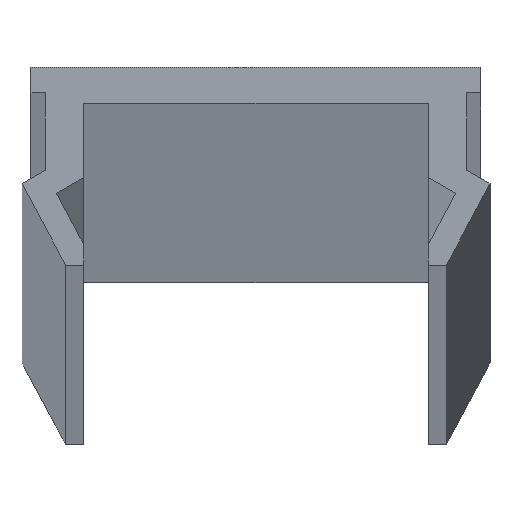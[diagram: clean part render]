
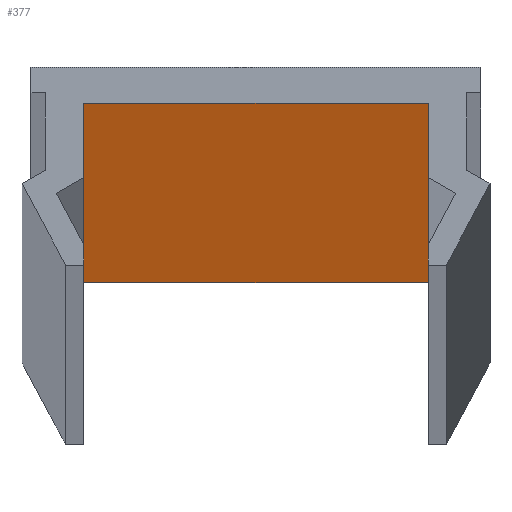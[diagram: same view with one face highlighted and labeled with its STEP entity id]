
A CAD part, top view. The second image highlights one B-rep face of the part: STEP entity #377.
In plain terms, the highlighted planar face has unit normal (0, -1, 0).
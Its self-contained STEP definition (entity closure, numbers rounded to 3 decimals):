
#28 = LINE ( 'NONE', #734, #324 ) ;
#123 = DIRECTION ( 'NONE',  ( 0., 1., 0. ) ) ;
#129 = EDGE_CURVE ( 'NONE', #606, #520, #593, .T. ) ;
#137 = VECTOR ( 'NONE', #196, 1000. ) ;
#144 = CARTESIAN_POINT ( 'NONE',  ( 3.35, -0.7, 0. ) ) ;
#186 = EDGE_CURVE ( 'NONE', #629, #749, #829, .T. ) ;
#189 = VECTOR ( 'NONE', #285, 1000. ) ;
#196 = DIRECTION ( 'NONE',  ( 0., 0., -1. ) ) ;
#212 = EDGE_CURVE ( 'NONE', #749, #520, #747, .T. ) ;
#250 = EDGE_CURVE ( 'NONE', #629, #606, #28, .T. ) ;
#261 = CARTESIAN_POINT ( 'NONE',  ( -3.35, -0.7, 1000. ) ) ;
#285 = DIRECTION ( 'NONE',  ( 0., 0., -1. ) ) ;
#324 = VECTOR ( 'NONE', #422, 1000. ) ;
#325 = ORIENTED_EDGE ( 'NONE', *, *, #250, .F. ) ;
#327 = FACE_OUTER_BOUND ( 'NONE', #785, .T. ) ;
#377 = ADVANCED_FACE ( 'NONE', ( #327 ), #436, .F. ) ;
#395 = CARTESIAN_POINT ( 'NONE',  ( 3.35, -0.7, 2000. ) ) ;
#405 = ORIENTED_EDGE ( 'NONE', *, *, #212, .T. ) ;
#422 = DIRECTION ( 'NONE',  ( 1., 0., 0. ) ) ;
#436 = PLANE ( 'NONE',  #537 ) ;
#457 = ORIENTED_EDGE ( 'NONE', *, *, #186, .T. ) ;
#501 = CARTESIAN_POINT ( 'NONE',  ( -3.35, -0.7, 1000. ) ) ;
#503 = DIRECTION ( 'NONE',  ( 1., 0., 0. ) ) ;
#520 = VERTEX_POINT ( 'NONE', #144 ) ;
#537 = AXIS2_PLACEMENT_3D ( 'NONE', #261, #123, #503 ) ;
#538 = DIRECTION ( 'NONE',  ( 1., 0., 0. ) ) ;
#551 = CARTESIAN_POINT ( 'NONE',  ( -3.35, -0.7, 0. ) ) ;
#577 = CARTESIAN_POINT ( 'NONE',  ( -3.35, -0.7, 2000. ) ) ;
#593 = LINE ( 'NONE', #792, #189 ) ;
#606 = VERTEX_POINT ( 'NONE', #395 ) ;
#629 = VERTEX_POINT ( 'NONE', #577 ) ;
#717 = ORIENTED_EDGE ( 'NONE', *, *, #129, .F. ) ;
#734 = CARTESIAN_POINT ( 'NONE',  ( -3.35, -0.7, 2000. ) ) ;
#745 = VECTOR ( 'NONE', #538, 1000. ) ;
#747 = LINE ( 'NONE', #551, #745 ) ;
#749 = VERTEX_POINT ( 'NONE', #807 ) ;
#785 = EDGE_LOOP ( 'NONE', ( #405, #717, #325, #457 ) ) ;
#792 = CARTESIAN_POINT ( 'NONE',  ( 3.35, -0.7, 1000. ) ) ;
#807 = CARTESIAN_POINT ( 'NONE',  ( -3.35, -0.7, 0. ) ) ;
#829 = LINE ( 'NONE', #501, #137 ) ;
